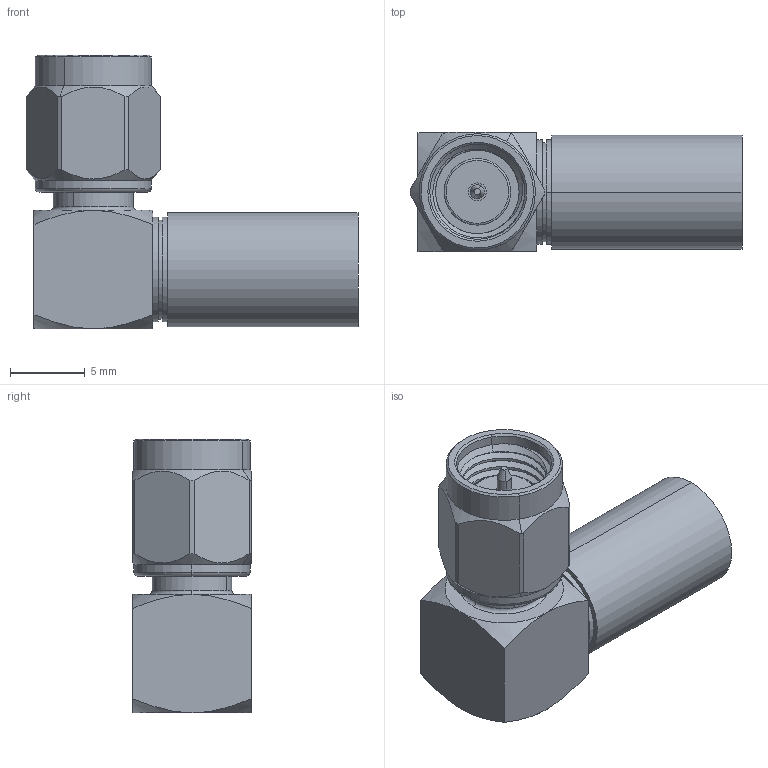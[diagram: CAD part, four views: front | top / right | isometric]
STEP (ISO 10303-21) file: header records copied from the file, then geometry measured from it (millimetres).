
FILE_DESCRIPTION (( 'STEP AP203' ), '1' );
FILE_NAME ('EZ-240-SM-RA-X.step', '2018-09-20T22:54:07', ( '' ), ( '' ), 'SwSTEP 2.0', 'SolidWorks 2017', '' );
FILE_SCHEMA (( 'CONFIG_CONTROL_DESIGN' ));
Length unit declared in the file: inch
Products named in the file (1): EZ-240-SM-RA-X
Bounding box: 22.18 x 7.94 x 18.29 mm (x, y, z)
Volume: 1140 mm3; surface area: 1749.9 mm2
Topology: 1 solids, 1 shells, 105 faces, 244 edges, 154 vertices
Faces by surface type: cylinder 47, plane 25, cone 24, bspline 5, torus 4
Entity records: 5166 total; most frequent: CARTESIAN_POINT 2765, ORIENTED_EDGE 488, DIRECTION 486, EDGE_CURVE 244, AXIS2_PLACEMENT_3D 207, VERTEX_POINT 154, EDGE_LOOP 118, CIRCLE 106
